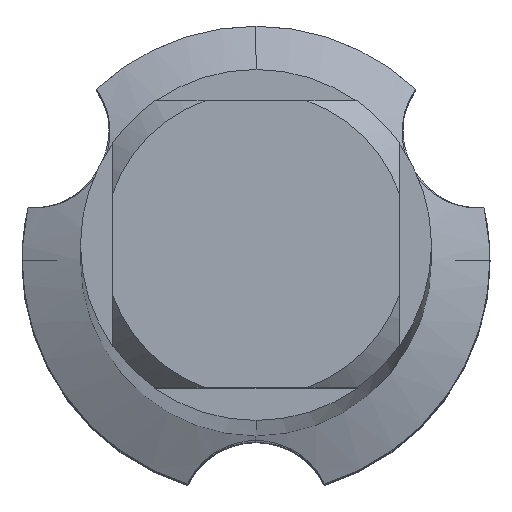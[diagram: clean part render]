
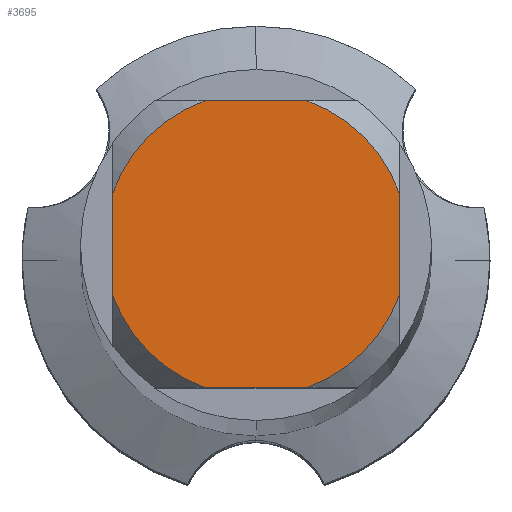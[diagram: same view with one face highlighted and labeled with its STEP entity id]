
A CAD part, top view. The second image highlights one B-rep face of the part: STEP entity #3695.
In plain terms, the highlighted planar face has unit normal (0, 0, 1).
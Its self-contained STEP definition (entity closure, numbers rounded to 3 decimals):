
#2585=EDGE_CURVE('',#6341,#2607,#7048,.T.);
#2607=VERTEX_POINT('',#7071);
#3279=EDGE_CURVE('',#6341,#5743,#7803,.T.);
#3389=VERTEX_POINT('',#7921);
#3623=EDGE_CURVE('',#3801,#4377,#8166,.T.);
#3655=VERTEX_POINT('',#8200);
#3695=ADVANCED_FACE('',(#8243),#8244,.T.);
#3801=VERTEX_POINT('',#8364);
#4137=VERTEX_POINT('',#8742);
#4377=VERTEX_POINT('',#9003);
#4403=EDGE_CURVE('',#3389,#2607,#9030,.T.);
#4893=EDGE_CURVE('',#4137,#4377,#9566,.T.);
#5629=EDGE_CURVE('',#3389,#3655,#10364,.T.);
#5743=VERTEX_POINT('',#10491);
#6341=VERTEX_POINT('',#11148);
#6361=EDGE_CURVE('',#3801,#5743,#11171,.T.);
#6607=EDGE_CURVE('',#4137,#3655,#11436,.T.);
#7048=LINE('',#12154,#12155);
#7071=CARTESIAN_POINT('',(2.45,0.87,0.0));
#7803=CIRCLE('',#13544,2.6);
#7921=CARTESIAN_POINT('',(0.87,2.45,0.0));
#8166=CIRCLE('',#14270,2.6);
#8200=CARTESIAN_POINT('',(-0.87,2.45,0.0));
#8243=FACE_OUTER_BOUND('',#14409,.T.);
#8244=PLANE('',#14410);
#8364=CARTESIAN_POINT('',(-0.87,-2.45,0.0));
#8742=CARTESIAN_POINT('',(-2.45,0.87,0.0));
#9003=CARTESIAN_POINT('',(-2.45,-0.87,0.0));
#9030=CIRCLE('',#15787,2.6);
#9566=LINE('',#16661,#16662);
#10364=LINE('',#17982,#17983);
#10491=CARTESIAN_POINT('',(0.87,-2.45,0.0));
#11148=CARTESIAN_POINT('',(2.45,-0.87,0.0));
#11171=LINE('',#19421,#19422);
#11436=CIRCLE('',#19924,2.6);
#12154=CARTESIAN_POINT('',(2.45,0.65,0.0));
#12155=VECTOR('',#20366,1.0);
#13544=AXIS2_PLACEMENT_3D('',#21284,#21285,#21286);
#14270=AXIS2_PLACEMENT_3D('',#21592,#21593,#21594);
#14409=EDGE_LOOP('',(#21661,#21662,#21663,#21664,#21665,#21666,#21667,#21668));
#14410=AXIS2_PLACEMENT_3D('',#21669,#21670,#21671);
#15787=AXIS2_PLACEMENT_3D('',#22754,#22755,#22756);
#16661=CARTESIAN_POINT('',(-2.45,0.65,0.0));
#16662=VECTOR('',#23343,1.0);
#17982=CARTESIAN_POINT('',(0.0,2.45,0.0));
#17983=VECTOR('',#24345,1.0);
#19421=CARTESIAN_POINT('',(0.0,-2.45,0.0));
#19422=VECTOR('',#25230,1.0);
#19924=AXIS2_PLACEMENT_3D('',#25476,#25477,#25478);
#20366=DIRECTION('',(-0.0,1.0,0.0));
#21284=CARTESIAN_POINT('',(0.0,0.0,0.0));
#21285=DIRECTION('',(0.0,0.0,-1.0));
#21286=DIRECTION('',(0.0,1.0,0.0));
#21592=CARTESIAN_POINT('',(0.0,0.0,0.0));
#21593=DIRECTION('',(0.0,0.0,-1.0));
#21594=DIRECTION('',(0.0,1.0,0.0));
#21661=ORIENTED_EDGE('',*,*,#4893,.T.);
#21662=ORIENTED_EDGE('',*,*,#3623,.F.);
#21663=ORIENTED_EDGE('',*,*,#6361,.T.);
#21664=ORIENTED_EDGE('',*,*,#3279,.F.);
#21665=ORIENTED_EDGE('',*,*,#2585,.T.);
#21666=ORIENTED_EDGE('',*,*,#4403,.F.);
#21667=ORIENTED_EDGE('',*,*,#5629,.T.);
#21668=ORIENTED_EDGE('',*,*,#6607,.F.);
#21669=CARTESIAN_POINT('',(0.0,1.3,0.0));
#21670=DIRECTION('',(-0.0,0.0,1.0));
#21671=DIRECTION('',(0.0,-1.0,0.0));
#22754=CARTESIAN_POINT('',(0.0,0.0,0.0));
#22755=DIRECTION('',(0.0,0.0,-1.0));
#22756=DIRECTION('',(0.0,1.0,0.0));
#23343=DIRECTION('',(-0.0,-1.0,0.0));
#24345=DIRECTION('',(-1.0,0.0,0.0));
#25230=DIRECTION('',(1.0,0.0,0.0));
#25476=CARTESIAN_POINT('',(0.0,0.0,0.0));
#25477=DIRECTION('',(0.0,0.0,-1.0));
#25478=DIRECTION('',(0.0,1.0,0.0));
